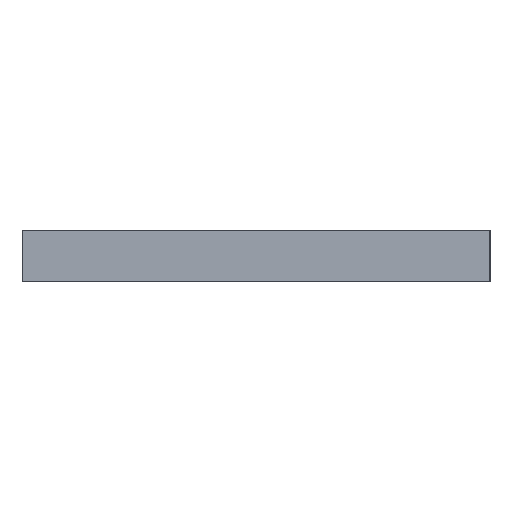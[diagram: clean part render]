
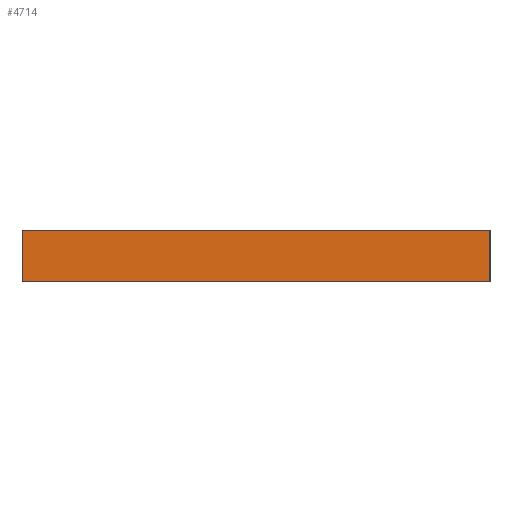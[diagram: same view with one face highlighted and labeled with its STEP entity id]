
A CAD part, left-side view. The second image highlights one B-rep face of the part: STEP entity #4714.
In plain terms, the highlighted planar face has unit normal (-1, 0, 0).
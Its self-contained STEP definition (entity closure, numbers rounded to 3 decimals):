
#637=FACE_OUTER_BOUND('',#902,.T.);
#902=EDGE_LOOP('',(#4319,#4320,#4321,#4322));
#1110=LINE('',#7238,#1563);
#1353=LINE('',#8897,#1806);
#1354=LINE('',#8898,#1807);
#1355=LINE('',#8899,#1808);
#1563=VECTOR('',#5190,1000.);
#1806=VECTOR('',#5585,1000.);
#1807=VECTOR('',#5586,1000.);
#1808=VECTOR('',#5587,1000.);
#2030=VERTEX_POINT('',#7236);
#2031=VERTEX_POINT('',#7237);
#2270=VERTEX_POINT('',#8895);
#2271=VERTEX_POINT('',#8896);
#2598=EDGE_CURVE('',#2030,#2031,#1110,.T.);
#2955=EDGE_CURVE('',#2270,#2271,#1353,.T.);
#2956=EDGE_CURVE('',#2031,#2271,#1354,.T.);
#2957=EDGE_CURVE('',#2030,#2270,#1355,.T.);
#4319=ORIENTED_EDGE('',*,*,#2955,.T.);
#4320=ORIENTED_EDGE('',*,*,#2956,.F.);
#4321=ORIENTED_EDGE('',*,*,#2598,.F.);
#4322=ORIENTED_EDGE('',*,*,#2957,.T.);
#4466=PLANE('',#4870);
#4714=ADVANCED_FACE('',(#637),#4466,.F.);
#4870=AXIS2_PLACEMENT_3D('',#8894,#5583,#5584);
#5190=DIRECTION('',(0.,-1.,0.));
#5583=DIRECTION('center_axis',(1.,0.,0.));
#5584=DIRECTION('ref_axis',(0.,0.,-1.));
#5585=DIRECTION('',(0.,-1.,0.));
#5586=DIRECTION('',(0.,0.,-1.));
#5587=DIRECTION('',(0.,0.,-1.));
#7236=CARTESIAN_POINT('',(-54.294,-6.552,1.2));
#7237=CARTESIAN_POINT('',(-54.294,-17.552,1.2));
#7238=CARTESIAN_POINT('',(-54.294,-6.552,1.2));
#8894=CARTESIAN_POINT('Origin',(-54.294,-6.552,1.2));
#8895=CARTESIAN_POINT('',(-54.294,-6.552,0.));
#8896=CARTESIAN_POINT('',(-54.294,-17.552,0.));
#8897=CARTESIAN_POINT('',(-54.294,-6.552,0.));
#8898=CARTESIAN_POINT('',(-54.294,-17.552,1.2));
#8899=CARTESIAN_POINT('',(-54.294,-6.552,1.2));
